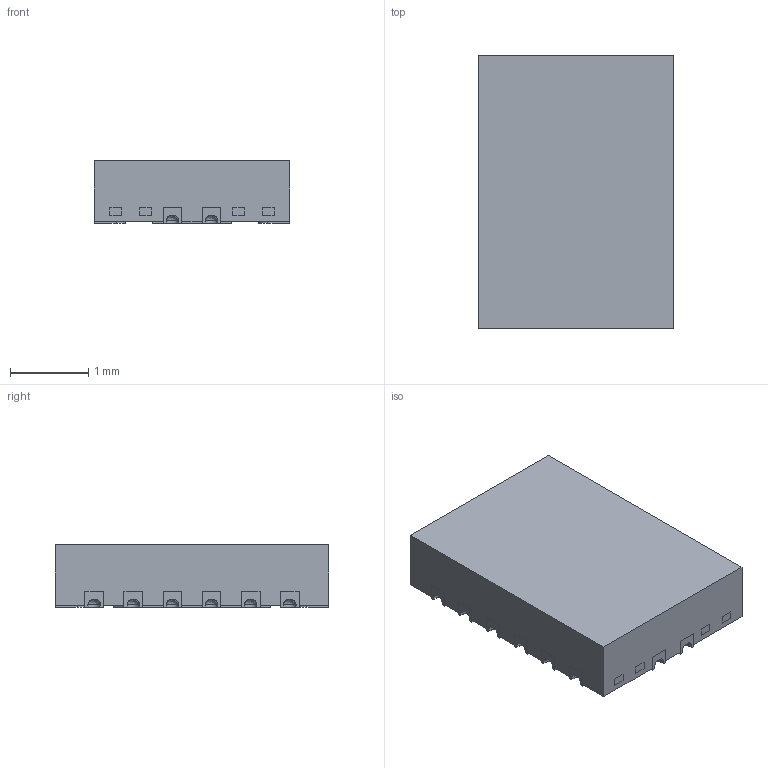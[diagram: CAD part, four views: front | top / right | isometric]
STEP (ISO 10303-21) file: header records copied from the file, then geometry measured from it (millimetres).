
FILE_DESCRIPTION((''),'2;1');
FILE_NAME('BQB0016B_ASM','2025-11-24T10:41:09',('a0412086'),(''),'CREO PARAMETRIC BY PTC INC, 2018500','CREO PARAMETRIC BY PTC INC, 2018500','');
FILE_SCHEMA(('CONFIG_CONTROL_DESIGN','SHAPE_APPEARANCE_LAYERS_GROUPS'));
Length unit declared in the file: millimetre
Products named in the file (3): FRAME; BODY; BQB0016B_ASM
Assembly tree (2 placements, depth 2):
  BQB0016B_ASM
    FRAME
    BODY
Bounding box: 2.5 x 3.5 x 0.8 mm (x, y, z)
Volume: 6.8 mm3; surface area: 42.7 mm2
Topology: 26 solids, 26 shells, 443 faces, 1114 edges, 732 vertices
Faces by surface type: plane 315, cylinder 112, bspline 16
Entity records: 17317 total; most frequent: CARTESIAN_POINT 2726, ORIENTED_EDGE 2228, DIRECTION 2218, PRESENTATION_STYLE_ASSIGNMENT 1164, STYLED_ITEM 1140, CURVE_STYLE 1114, EDGE_CURVE 1114, VECTOR 874
